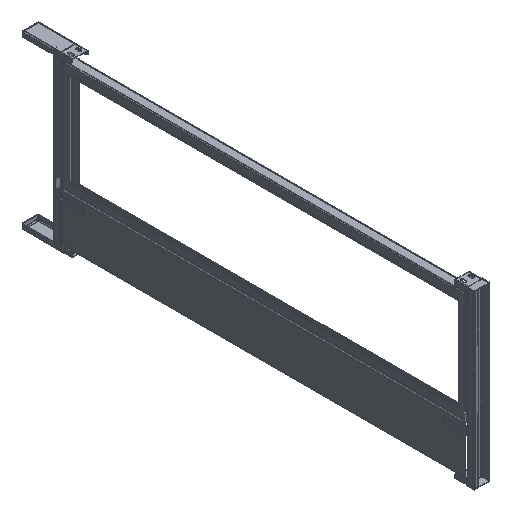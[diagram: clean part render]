
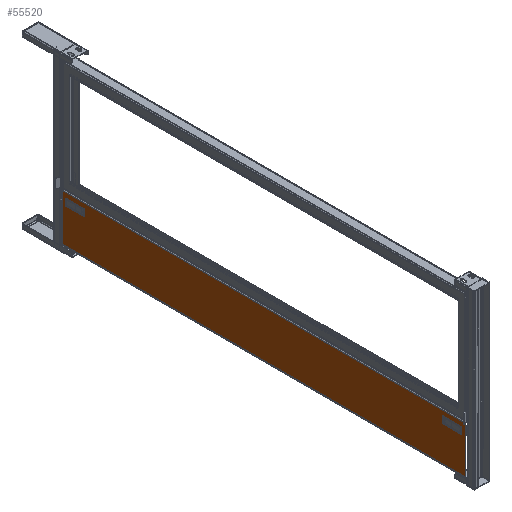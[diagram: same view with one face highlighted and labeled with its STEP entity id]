
A CAD part, isometric view. The second image highlights one B-rep face of the part: STEP entity #55520.
In plain terms, the highlighted planar face has unit normal (-1, 0, 0).
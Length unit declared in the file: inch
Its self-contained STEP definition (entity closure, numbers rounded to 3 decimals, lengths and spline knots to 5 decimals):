
#991 = VECTOR ( 'NONE', #44244, 39.37008 ) ;
#1434 = ORIENTED_EDGE ( 'NONE', *, *, #76034, .F. ) ;
#1490 = CARTESIAN_POINT ( 'NONE',  ( -0.125, 2.613, -24.1025 ) ) ;
#1521 = DIRECTION ( 'NONE',  ( 0., -1., 0. ) ) ;
#1807 = VECTOR ( 'NONE', #53077, 39.37008 ) ;
#2421 = DIRECTION ( 'NONE',  ( 0., 1., 0. ) ) ;
#3179 = DIRECTION ( 'NONE',  ( 0., -1., 0. ) ) ;
#4178 = ORIENTED_EDGE ( 'NONE', *, *, #59446, .F. ) ;
#4779 = CARTESIAN_POINT ( 'NONE',  ( -0.125, 2.613, -24.3475 ) ) ;
#5054 = CARTESIAN_POINT ( 'NONE',  ( -0.125, 80.243, -27.5925 ) ) ;
#5499 = EDGE_CURVE ( 'NONE', #20003, #25467, #18215, .T. ) ;
#5896 = EDGE_CURVE ( 'NONE', #56732, #35068, #13317, .T. ) ;
#8428 = EDGE_CURVE ( 'NONE', #74112, #20003, #70171, .T. ) ;
#8667 = EDGE_CURVE ( 'NONE', #35068, #15160, #64613, .T. ) ;
#8911 = PLANE ( 'NONE',  #60489 ) ;
#9064 = CARTESIAN_POINT ( 'NONE',  ( -0.125, 5.993, -24.1025 ) ) ;
#9818 = ORIENTED_EDGE ( 'NONE', *, *, #40515, .T. ) ;
#11104 = DIRECTION ( 'NONE',  ( 0., 0., -1. ) ) ;
#11431 = VECTOR ( 'NONE', #3179, 39.37008 ) ;
#11809 = CARTESIAN_POINT ( 'NONE',  ( -0.125, 76.838, -25.0825 ) ) ;
#12015 = EDGE_CURVE ( 'NONE', #42834, #77180, #56633, .T. ) ;
#13134 = VECTOR ( 'NONE', #24826, 39.37008 ) ;
#13317 = LINE ( 'NONE', #30868, #59366 ) ;
#13756 = DIRECTION ( 'NONE',  ( 0., -1., 0. ) ) ;
#14439 = VECTOR ( 'NONE', #14808, 39.37008 ) ;
#14808 = DIRECTION ( 'NONE',  ( 0., 0., -1. ) ) ;
#15160 = VERTEX_POINT ( 'NONE', #58471 ) ;
#15383 = ORIENTED_EDGE ( 'NONE', *, *, #32108, .F. ) ;
#15489 = DIRECTION ( 'NONE',  ( 0., 1., 0. ) ) ;
#16504 = ORIENTED_EDGE ( 'NONE', *, *, #20633, .F. ) ;
#18215 = LINE ( 'NONE', #47876, #13134 ) ;
#18589 = ORIENTED_EDGE ( 'NONE', *, *, #47674, .F. ) ;
#18784 = LINE ( 'NONE', #24279, #75350 ) ;
#18828 = LINE ( 'NONE', #60246, #39627 ) ;
#19919 = CARTESIAN_POINT ( 'NONE',  ( -0.125, 80.243, -23.0625 ) ) ;
#19949 = DIRECTION ( 'NONE',  ( 0., 0., 1. ) ) ;
#20003 = VERTEX_POINT ( 'NONE', #9064 ) ;
#20633 = EDGE_CURVE ( 'NONE', #51136, #62729, #50102, .T. ) ;
#23427 = CARTESIAN_POINT ( 'NONE',  ( -0.125, 80.243, -32.1225 ) ) ;
#24279 = CARTESIAN_POINT ( 'NONE',  ( -0.125, 75.993, -24.3475 ) ) ;
#24660 = ORIENTED_EDGE ( 'NONE', *, *, #12015, .F. ) ;
#24826 = DIRECTION ( 'NONE',  ( 0., 0., -1. ) ) ;
#25467 = VERTEX_POINT ( 'NONE', #26357 ) ;
#26357 = CARTESIAN_POINT ( 'NONE',  ( -0.125, 5.993, -25.0825 ) ) ;
#28022 = CARTESIAN_POINT ( 'NONE',  ( -0.125, 1.743, -27.5925 ) ) ;
#28952 = CARTESIAN_POINT ( 'NONE',  ( -0.125, 2.613, -25.0825 ) ) ;
#29323 = LINE ( 'NONE', #4779, #75054 ) ;
#29686 = LINE ( 'NONE', #11809, #40197 ) ;
#30868 = CARTESIAN_POINT ( 'NONE',  ( -0.125, 78.528, -24.1025 ) ) ;
#32108 = EDGE_CURVE ( 'NONE', #73993, #56732, #18784, .T. ) ;
#32609 = CARTESIAN_POINT ( 'NONE',  ( -0.125, 75.993, -25.0825 ) ) ;
#32642 = DIRECTION ( 'NONE',  ( 1., 0., 0. ) ) ;
#35068 = VERTEX_POINT ( 'NONE', #53094 ) ;
#35519 = EDGE_LOOP ( 'NONE', ( #68776, #37227, #53036, #15383 ) ) ;
#36079 = ORIENTED_EDGE ( 'NONE', *, *, #5499, .F. ) ;
#37227 = ORIENTED_EDGE ( 'NONE', *, *, #8667, .F. ) ;
#39627 = VECTOR ( 'NONE', #13756, 39.37008 ) ;
#39661 = CARTESIAN_POINT ( 'NONE',  ( -0.125, 5.148, -24.1025 ) ) ;
#39966 = ORIENTED_EDGE ( 'NONE', *, *, #8428, .F. ) ;
#40197 = VECTOR ( 'NONE', #40655, 39.37008 ) ;
#40515 = EDGE_CURVE ( 'NONE', #42834, #62729, #40944, .T. ) ;
#40655 = DIRECTION ( 'NONE',  ( 0., -1., 0. ) ) ;
#40944 = LINE ( 'NONE', #5054, #1807 ) ;
#42834 = VERTEX_POINT ( 'NONE', #59488 ) ;
#44244 = DIRECTION ( 'NONE',  ( 0., 1., 0. ) ) ;
#44452 = CARTESIAN_POINT ( 'NONE',  ( -0.125, 75.993, -24.1025 ) ) ;
#47674 = EDGE_CURVE ( 'NONE', #25467, #68731, #18828, .T. ) ;
#47876 = CARTESIAN_POINT ( 'NONE',  ( -0.125, 5.993, -24.8375 ) ) ;
#50059 = EDGE_LOOP ( 'NONE', ( #1434, #24660, #9818, #16504 ) ) ;
#50102 = LINE ( 'NONE', #74784, #991 ) ;
#50709 = LINE ( 'NONE', #28022, #14439 ) ;
#51136 = VERTEX_POINT ( 'NONE', #76386 ) ;
#52819 = VECTOR ( 'NONE', #11104, 39.37008 ) ;
#53036 = ORIENTED_EDGE ( 'NONE', *, *, #5896, .F. ) ;
#53077 = DIRECTION ( 'NONE',  ( 0., 0., -1. ) ) ;
#53094 = CARTESIAN_POINT ( 'NONE',  ( -0.125, 79.373, -24.1025 ) ) ;
#53406 = EDGE_CURVE ( 'NONE', #15160, #73993, #29686, .T. ) ;
#54954 = FACE_BOUND ( 'NONE', #35519, .T. ) ;
#54987 = EDGE_LOOP ( 'NONE', ( #18589, #36079, #39966, #4178 ) ) ;
#55520 = ADVANCED_FACE ( 'NONE', ( #73731, #54954, #56135 ), #8911, .F. ) ;
#56135 = FACE_OUTER_BOUND ( 'NONE', #50059, .T. ) ;
#56633 = LINE ( 'NONE', #19919, #11431 ) ;
#56732 = VERTEX_POINT ( 'NONE', #44452 ) ;
#58471 = CARTESIAN_POINT ( 'NONE',  ( -0.125, 79.373, -25.0825 ) ) ;
#59366 = VECTOR ( 'NONE', #2421, 39.37008 ) ;
#59446 = EDGE_CURVE ( 'NONE', #68731, #74112, #29323, .T. ) ;
#59488 = CARTESIAN_POINT ( 'NONE',  ( -0.125, 80.243, -23.0625 ) ) ;
#60246 = CARTESIAN_POINT ( 'NONE',  ( -0.125, 3.458, -25.0825 ) ) ;
#60489 = AXIS2_PLACEMENT_3D ( 'NONE', #61606, #32642, #1521 ) ;
#61606 = CARTESIAN_POINT ( 'NONE',  ( -0.125, 80.243, -23.0625 ) ) ;
#62729 = VERTEX_POINT ( 'NONE', #23427 ) ;
#63438 = CARTESIAN_POINT ( 'NONE',  ( -0.125, 79.373, -24.8375 ) ) ;
#64613 = LINE ( 'NONE', #63438, #52819 ) ;
#68731 = VERTEX_POINT ( 'NONE', #28952 ) ;
#68776 = ORIENTED_EDGE ( 'NONE', *, *, #53406, .F. ) ;
#70171 = LINE ( 'NONE', #39661, #70243 ) ;
#70243 = VECTOR ( 'NONE', #15489, 39.37008 ) ;
#71788 = CARTESIAN_POINT ( 'NONE',  ( -0.125, 1.743, -23.0625 ) ) ;
#73731 = FACE_BOUND ( 'NONE', #54987, .T. ) ;
#73993 = VERTEX_POINT ( 'NONE', #32609 ) ;
#74112 = VERTEX_POINT ( 'NONE', #1490 ) ;
#74784 = CARTESIAN_POINT ( 'NONE',  ( -0.125, 80.243, -32.1225 ) ) ;
#75054 = VECTOR ( 'NONE', #77058, 39.37008 ) ;
#75350 = VECTOR ( 'NONE', #19949, 39.37008 ) ;
#76034 = EDGE_CURVE ( 'NONE', #77180, #51136, #50709, .T. ) ;
#76386 = CARTESIAN_POINT ( 'NONE',  ( -0.125, 1.743, -32.1225 ) ) ;
#77058 = DIRECTION ( 'NONE',  ( 0., 0., 1. ) ) ;
#77180 = VERTEX_POINT ( 'NONE', #71788 ) ;
